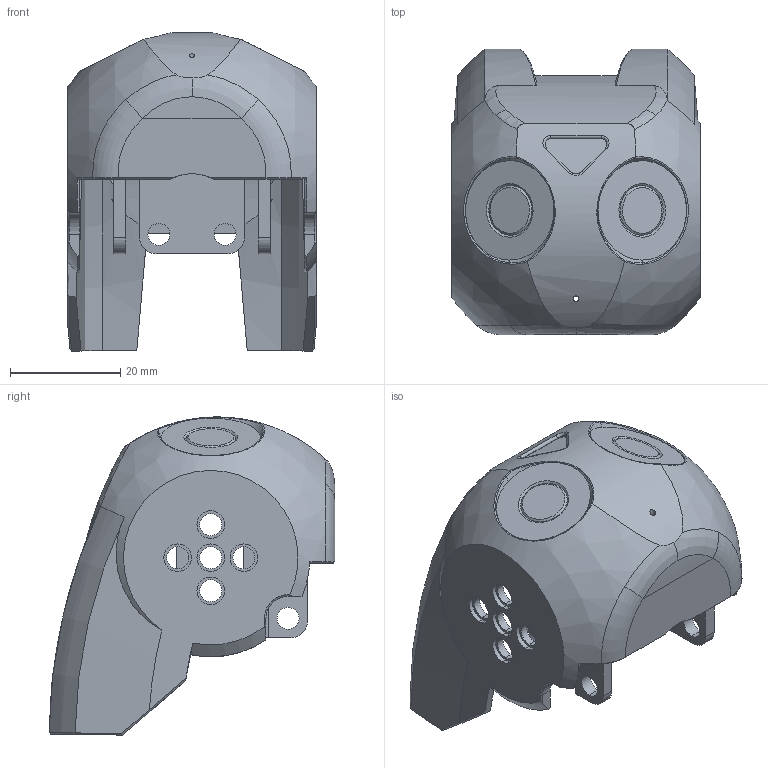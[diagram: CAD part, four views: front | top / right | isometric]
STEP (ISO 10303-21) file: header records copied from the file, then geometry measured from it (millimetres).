
FILE_DESCRIPTION (( 'STEP AP203' ), '1' );
FILE_NAME ('Darwin-mini_cvr_head_solid_Default_sldprt.STEP', '2020-09-23T18:11:28', ( '' ), ( '' ), 'SwSTEP 2.0', 'SolidWorks 2019', '' );
FILE_SCHEMA (( 'CONFIG_CONTROL_DESIGN' ));
Length unit declared in the file: millimetre
Products named in the file (1): Darwin-mini_cvr_head_solid_Default_sldprt
Bounding box: 45 x 51.8 x 57.63 mm (x, y, z)
Volume: 14271.2 mm3; surface area: 18767.2 mm2
Topology: 1 solids, 1 shells, 324 faces, 876 edges, 568 vertices
Faces by surface type: plane 122, cylinder 93, bspline 75, cone 16, sphere 12, torus 6
Entity records: 17161 total; most frequent: CARTESIAN_POINT 9495, ORIENTED_EDGE 1752, DIRECTION 1331, EDGE_CURVE 876, VERTEX_POINT 568, AXIS2_PLACEMENT_3D 487, EDGE_LOOP 368, VECTOR 357
